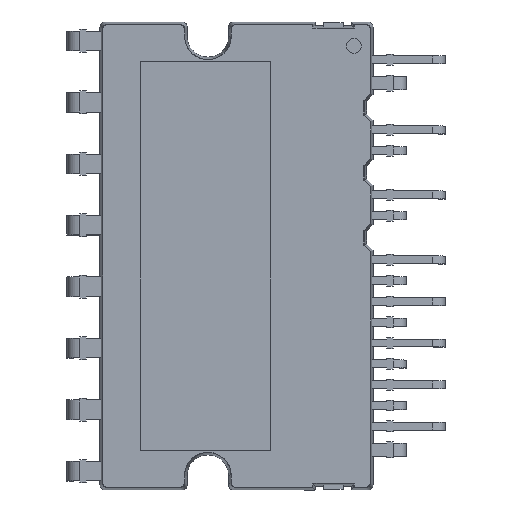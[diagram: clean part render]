
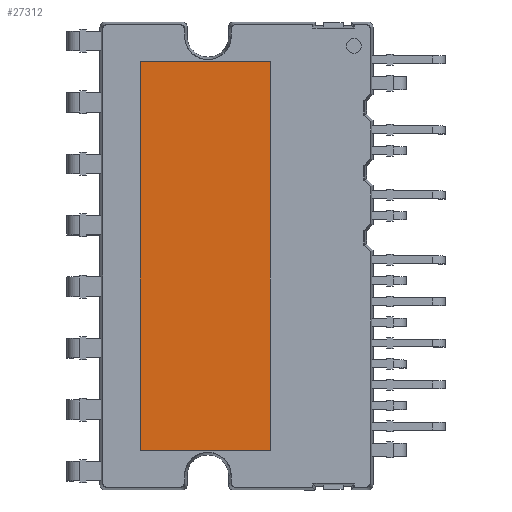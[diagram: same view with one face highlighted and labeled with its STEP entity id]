
A CAD part, top view. The second image highlights one B-rep face of the part: STEP entity #27312.
In plain terms, the highlighted planar face has unit normal (0, 0, 1).
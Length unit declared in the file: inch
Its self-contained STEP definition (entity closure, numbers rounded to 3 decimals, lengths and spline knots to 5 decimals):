
#635 = ORIENTED_EDGE ( 'NONE', *, *, #25045, .T. ) ;
#1356 = AXIS2_PLACEMENT_3D ( 'NONE', #5315, #32747, #14064 ) ;
#1921 = FACE_OUTER_BOUND ( 'NONE', #6924, .T. ) ;
#2944 = VECTOR ( 'NONE', #5437, 39.37008 ) ;
#4458 = ORIENTED_EDGE ( 'NONE', *, *, #26583, .T. ) ;
#5315 = CARTESIAN_POINT ( 'NONE',  ( -0.09449, 0., 0.22047 ) ) ;
#5437 = DIRECTION ( 'NONE',  ( -1., 0., 0. ) ) ;
#6558 = CARTESIAN_POINT ( 'NONE',  ( 0.10236, 0.58858, 0.22047 ) ) ;
#6924 = EDGE_LOOP ( 'NONE', ( #4458, #18146, #25714, #635 ) ) ;
#7965 = VERTEX_POINT ( 'NONE', #24717 ) ;
#8488 = PLANE ( 'NONE',  #1356 ) ;
#8986 = CARTESIAN_POINT ( 'NONE',  ( 0.10236, 0., 0.22047 ) ) ;
#11199 = VECTOR ( 'NONE', #17795, 39.37008 ) ;
#11941 = VERTEX_POINT ( 'NONE', #24077 ) ;
#12849 = CARTESIAN_POINT ( 'NONE',  ( -0.29134, 0., 0.22047 ) ) ;
#14064 = DIRECTION ( 'NONE',  ( 1., 0., 0. ) ) ;
#14865 = LINE ( 'NONE', #26980, #17165 ) ;
#17165 = VECTOR ( 'NONE', #26398, 39.37008 ) ;
#17795 = DIRECTION ( 'NONE',  ( 0., 1., 0. ) ) ;
#18146 = ORIENTED_EDGE ( 'NONE', *, *, #36812, .T. ) ;
#18550 = LINE ( 'NONE', #8986, #11199 ) ;
#20181 = LINE ( 'NONE', #29295, #2944 ) ;
#21367 = VECTOR ( 'NONE', #24991, 39.37008 ) ;
#24077 = CARTESIAN_POINT ( 'NONE',  ( -0.29134, 0.58858, 0.22047 ) ) ;
#24717 = CARTESIAN_POINT ( 'NONE',  ( -0.29134, -0.58858, 0.22047 ) ) ;
#24991 = DIRECTION ( 'NONE',  ( 0., -1., 0. ) ) ;
#25045 = EDGE_CURVE ( 'NONE', #11941, #7965, #27966, .T. ) ;
#25714 = ORIENTED_EDGE ( 'NONE', *, *, #36710, .T. ) ;
#26398 = DIRECTION ( 'NONE',  ( 1., 0., 0. ) ) ;
#26583 = EDGE_CURVE ( 'NONE', #7965, #29202, #14865, .T. ) ;
#26980 = CARTESIAN_POINT ( 'NONE',  ( -0.09449, -0.58858, 0.22047 ) ) ;
#27312 = ADVANCED_FACE ( 'NONE', ( #1921 ), #8488, .T. ) ;
#27966 = LINE ( 'NONE', #12849, #21367 ) ;
#29202 = VERTEX_POINT ( 'NONE', #32127 ) ;
#29295 = CARTESIAN_POINT ( 'NONE',  ( -0.09449, 0.58858, 0.22047 ) ) ;
#31670 = VERTEX_POINT ( 'NONE', #6558 ) ;
#32127 = CARTESIAN_POINT ( 'NONE',  ( 0.10236, -0.58858, 0.22047 ) ) ;
#32747 = DIRECTION ( 'NONE',  ( 0., 0., 1. ) ) ;
#36710 = EDGE_CURVE ( 'NONE', #31670, #11941, #20181, .T. ) ;
#36812 = EDGE_CURVE ( 'NONE', #29202, #31670, #18550, .T. ) ;
